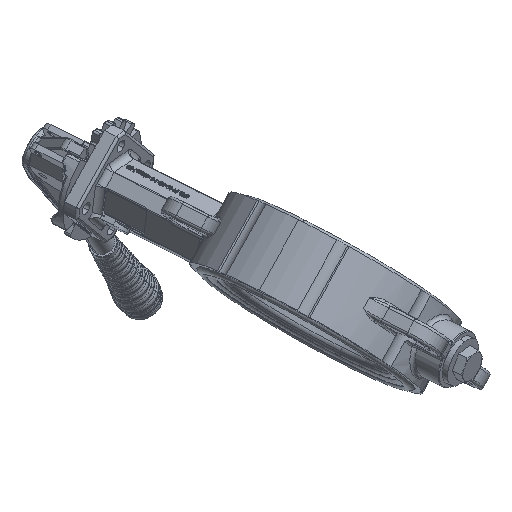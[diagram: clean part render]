
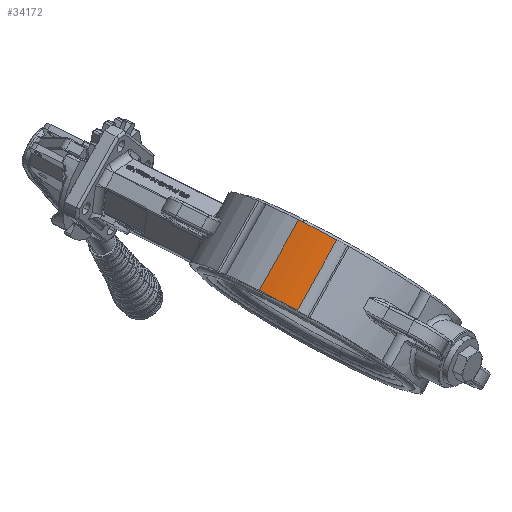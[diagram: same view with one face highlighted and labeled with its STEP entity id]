
A CAD part, isometric view. The second image highlights one B-rep face of the part: STEP entity #34172.
In plain terms, the highlighted cylindrical face has radius 92 mm (diameter 184 mm), a partial arc.
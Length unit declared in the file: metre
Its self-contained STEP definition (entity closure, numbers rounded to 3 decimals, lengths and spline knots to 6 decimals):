
#2080 = EDGE_LOOP ( 'NONE', ( #8711, #9481, #22233, #66345 ) ) ;
#5560 = DIRECTION ( 'NONE',  ( -1., 0., 0. ) ) ;
#5966 = AXIS2_PLACEMENT_3D ( 'NONE', #11985, #23490, #22724 ) ;
#7672 = EDGE_CURVE ( 'NONE', #13358, #40986, #46839, .T. ) ;
#8711 = ORIENTED_EDGE ( 'NONE', *, *, #37420, .F. ) ;
#9481 = ORIENTED_EDGE ( 'NONE', *, *, #14040, .T. ) ;
#11985 = CARTESIAN_POINT ( 'NONE',  ( 0.028, 0., 0. ) ) ;
#13345 = CARTESIAN_POINT ( 'NONE',  ( -0.028, 0., 0.092 ) ) ;
#13358 = VERTEX_POINT ( 'NONE', #50411 ) ;
#14040 = EDGE_CURVE ( 'NONE', #51638, #26529, #49426, .T. ) ;
#15691 = AXIS2_PLACEMENT_3D ( 'NONE', #39806, #52498, #22387 ) ;
#19301 = DIRECTION ( 'NONE',  ( -1., 0., 0. ) ) ;
#22233 = ORIENTED_EDGE ( 'NONE', *, *, #48235, .F. ) ;
#22387 = DIRECTION ( 'NONE',  ( 0., 0., 1. ) ) ;
#22724 = DIRECTION ( 'NONE',  ( 0., 0., -1. ) ) ;
#23490 = DIRECTION ( 'NONE',  ( 1., 0., 0. ) ) ;
#24489 = VECTOR ( 'NONE', #19301, 1. ) ;
#26529 = VERTEX_POINT ( 'NONE', #13345 ) ;
#28382 = AXIS2_PLACEMENT_3D ( 'NONE', #67353, #5560, #37226 ) ;
#28609 = DIRECTION ( 'NONE',  ( 1., 0., 0. ) ) ;
#33150 = VECTOR ( 'NONE', #28609, 1. ) ;
#34172 = ADVANCED_FACE ( 'NONE', ( #65164 ), #58824, .T. ) ;
#34558 = CARTESIAN_POINT ( 'NONE',  ( 0., -0.030618, 0.086756 ) ) ;
#37226 = DIRECTION ( 'NONE',  ( 0., 0., 1. ) ) ;
#37420 = EDGE_CURVE ( 'NONE', #51638, #40986, #40147, .T. ) ;
#39806 = CARTESIAN_POINT ( 'NONE',  ( -0.079486, 0., 0. ) ) ;
#40147 = CIRCLE ( 'NONE', #5966, 0.092 ) ;
#40986 = VERTEX_POINT ( 'NONE', #48024 ) ;
#45288 = CARTESIAN_POINT ( 'NONE',  ( 0.028, 0., 0.092 ) ) ;
#46839 = LINE ( 'NONE', #34558, #33150 ) ;
#48024 = CARTESIAN_POINT ( 'NONE',  ( 0.028, -0.030618, 0.086756 ) ) ;
#48235 = EDGE_CURVE ( 'NONE', #13358, #26529, #62528, .T. ) ;
#49426 = LINE ( 'NONE', #73617, #24489 ) ;
#50411 = CARTESIAN_POINT ( 'NONE',  ( -0.028, -0.030618, 0.086756 ) ) ;
#51638 = VERTEX_POINT ( 'NONE', #45288 ) ;
#52498 = DIRECTION ( 'NONE',  ( -1., 0., 0. ) ) ;
#58824 = CYLINDRICAL_SURFACE ( 'NONE', #15691, 0.092 ) ;
#62528 = CIRCLE ( 'NONE', #28382, 0.092 ) ;
#65164 = FACE_OUTER_BOUND ( 'NONE', #2080, .T. ) ;
#66345 = ORIENTED_EDGE ( 'NONE', *, *, #7672, .T. ) ;
#67353 = CARTESIAN_POINT ( 'NONE',  ( -0.028, 0., 0. ) ) ;
#73617 = CARTESIAN_POINT ( 'NONE',  ( -0.079486, 0., 0.092 ) ) ;
